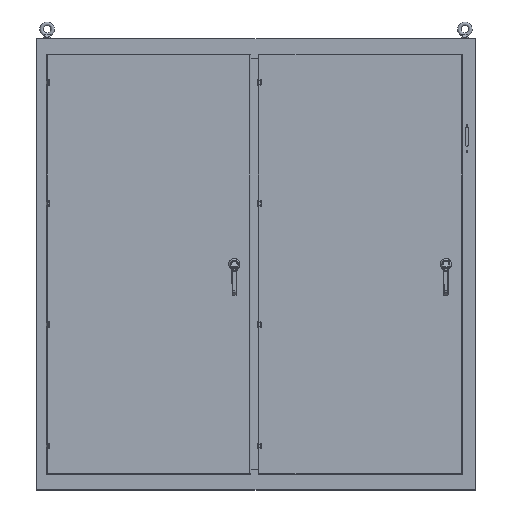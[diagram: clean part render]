
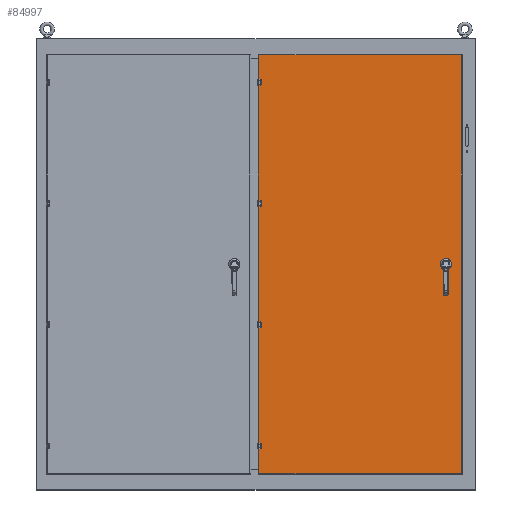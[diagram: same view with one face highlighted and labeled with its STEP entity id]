
A CAD part, top view. The second image highlights one B-rep face of the part: STEP entity #84997.
In plain terms, the highlighted planar face has unit normal (0, 0, 1).
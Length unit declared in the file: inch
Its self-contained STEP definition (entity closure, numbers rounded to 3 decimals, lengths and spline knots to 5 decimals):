
#21738 = CIRCLE ( 'NONE', #21998, 0.22146 ) ;
#21998 = AXIS2_PLACEMENT_3D ( 'NONE', #172969, #40242, #140275 ) ;
#22251 = ORIENTED_EDGE ( 'NONE', *, *, #179861, .T. ) ;
#27617 = CARTESIAN_POINT ( 'NONE',  ( 18.4688, 0., 10.058 ) ) ;
#32708 = PLANE ( 'NONE',  #338134 ) ;
#40242 = DIRECTION ( 'NONE',  ( 0., 0., -1. ) ) ;
#41198 = CARTESIAN_POINT ( 'NONE',  ( 0.51289, 0., 10.058 ) ) ;
#44604 = DIRECTION ( 'NONE',  ( 0., -1., 0. ) ) ;
#60855 = EDGE_CURVE ( 'NONE', #140733, #75658, #130825, .T. ) ;
#74845 = ORIENTED_EDGE ( 'NONE', *, *, #187449, .T. ) ;
#75658 = VERTEX_POINT ( 'NONE', #187222 ) ;
#77410 = CARTESIAN_POINT ( 'NONE',  ( 18.4688, -37.1122, 10.058 ) ) ;
#84393 = DIRECTION ( 'NONE',  ( 0., 0., -1. ) ) ;
#84997 = ADVANCED_FACE ( 'NONE', ( #136136, #318993 ), #32708, .F. ) ;
#86103 = DIRECTION ( 'NONE',  ( -1., 0., 0. ) ) ;
#88491 = EDGE_LOOP ( 'NONE', ( #146263 ) ) ;
#91277 = DIRECTION ( 'NONE',  ( -1., 0., 0. ) ) ;
#96646 = EDGE_CURVE ( 'NONE', #207744, #207744, #21738, .T. ) ;
#97776 = CARTESIAN_POINT ( 'NONE',  ( 0.51289, 37.1122, 10.058 ) ) ;
#116043 = VECTOR ( 'NONE', #309858, 39.37008 ) ;
#130825 = LINE ( 'NONE', #77410, #164930 ) ;
#136136 = FACE_BOUND ( 'NONE', #88491, .T. ) ;
#136335 = CARTESIAN_POINT ( 'NONE',  ( 36.4247, 37.1122, 10.058 ) ) ;
#140275 = DIRECTION ( 'NONE',  ( -1., 0., 0. ) ) ;
#140733 = VERTEX_POINT ( 'NONE', #323291 ) ;
#145304 = VECTOR ( 'NONE', #44604, 39.37008 ) ;
#146263 = ORIENTED_EDGE ( 'NONE', *, *, #96646, .T. ) ;
#156278 = CARTESIAN_POINT ( 'NONE',  ( 36.4247, 0., 10.058 ) ) ;
#164930 = VECTOR ( 'NONE', #287779, 39.37008 ) ;
#170987 = VERTEX_POINT ( 'NONE', #97776 ) ;
#172969 = CARTESIAN_POINT ( 'NONE',  ( 33.65699, 0., 10.058 ) ) ;
#179861 = EDGE_CURVE ( 'NONE', #170987, #140733, #254931, .T. ) ;
#181860 = CARTESIAN_POINT ( 'NONE',  ( 33.43553, 0., 10.058 ) ) ;
#187222 = CARTESIAN_POINT ( 'NONE',  ( 36.4247, -37.1122, 10.058 ) ) ;
#187449 = EDGE_CURVE ( 'NONE', #196003, #170987, #194764, .T. ) ;
#194764 = LINE ( 'NONE', #303414, #334354 ) ;
#196003 = VERTEX_POINT ( 'NONE', #136335 ) ;
#207744 = VERTEX_POINT ( 'NONE', #181860 ) ;
#235746 = EDGE_LOOP ( 'NONE', ( #22251, #269787, #327224, #74845 ) ) ;
#254931 = LINE ( 'NONE', #41198, #145304 ) ;
#269787 = ORIENTED_EDGE ( 'NONE', *, *, #60855, .T. ) ;
#287361 = LINE ( 'NONE', #156278, #116043 ) ;
#287779 = DIRECTION ( 'NONE',  ( 1., 0., 0. ) ) ;
#303414 = CARTESIAN_POINT ( 'NONE',  ( 18.4688, 37.1122, 10.058 ) ) ;
#309858 = DIRECTION ( 'NONE',  ( 0., 1., 0. ) ) ;
#318993 = FACE_OUTER_BOUND ( 'NONE', #235746, .T. ) ;
#323291 = CARTESIAN_POINT ( 'NONE',  ( 0.51289, -37.1122, 10.058 ) ) ;
#327224 = ORIENTED_EDGE ( 'NONE', *, *, #330175, .T. ) ;
#330175 = EDGE_CURVE ( 'NONE', #75658, #196003, #287361, .T. ) ;
#334354 = VECTOR ( 'NONE', #91277, 39.37008 ) ;
#338134 = AXIS2_PLACEMENT_3D ( 'NONE', #27617, #84393, #86103 ) ;
